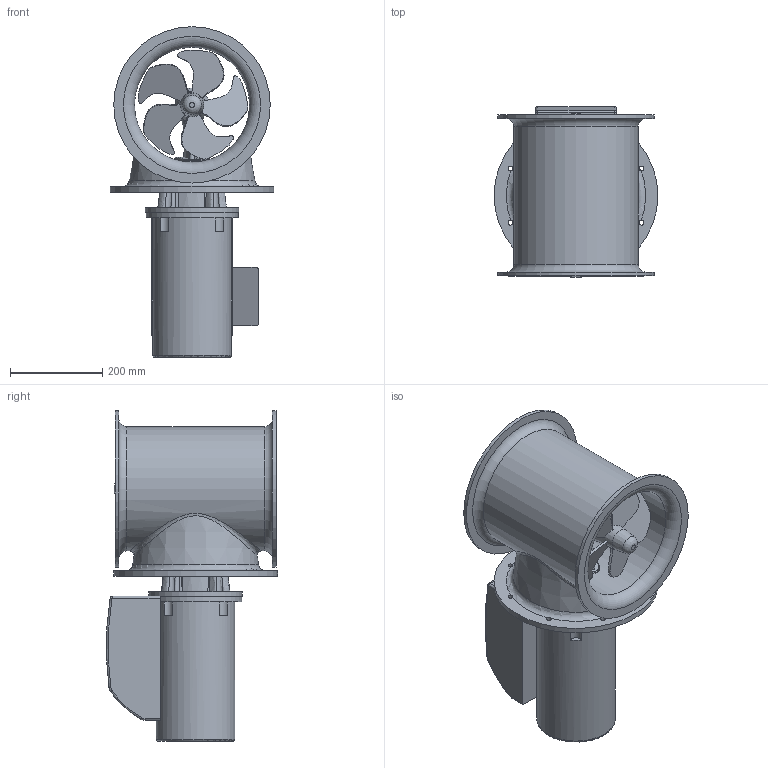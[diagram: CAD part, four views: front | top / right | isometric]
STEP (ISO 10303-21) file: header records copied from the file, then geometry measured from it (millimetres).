
FILE_DESCRIPTION(/* description */ (''),/* implementation_level */ '2;1');
FILE_NAME(/* name */ 'SE170-250TC STERN.stp',/* time_stamp */ '2016-09-20T15:57:15+02:00',/* author */ ('elvira'),/* organization */ (''),/* preprocessor_version */ 'ST-DEVELOPER v16.1',/* originating_system */ 'Autodesk Inventor 2016',/* authorisation */ '');
FILE_SCHEMA (('AUTOMOTIVE_DESIGN { 1 0 10303 214 3 1 1 }'));
Length unit declared in the file: millimetre
Products named in the file (1): SE170-250TC STERN
Bounding box: 356 x 371.74 x 718.63 mm (x, y, z)
Volume: 20777206.1 mm3; surface area: 1691176.4 mm2
Topology: 3 solids, 8 shells, 371 faces, 955 edges, 619 vertices
Faces by surface type: plane 144, cylinder 94, bspline 86, cone 27, torus 20
Full cylindrical faces by diameter (mm): 10 x2, 10.5 x8, 12 x2, 19.332 x1, 20 x1, 20.92 x1, 47 x1, 73 x1, 75 x2, 130 x1, 171 x1, 203 x1, 250 x1, 270 x1, 339.865 x2, 356 x1
Entity records: 24874 total; most frequent: CARTESIAN_POINT 16015, ORIENTED_EDGE 1746, DIRECTION 1575, EDGE_CURVE 878, AXIS2_PLACEMENT_3D 627, VERTEX_POINT 596, EDGE_LOOP 482, FACE_OUTER_BOUND 371
